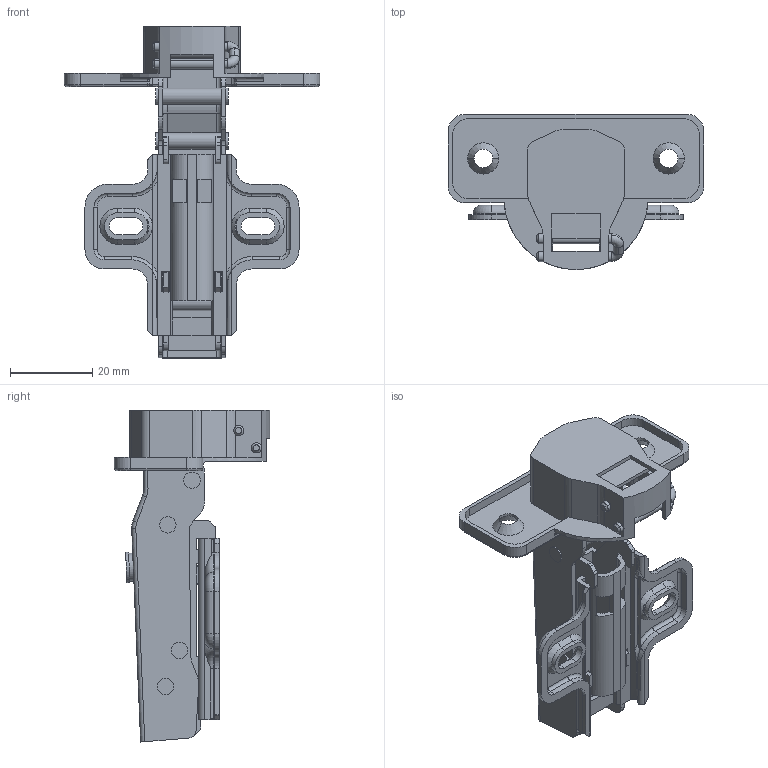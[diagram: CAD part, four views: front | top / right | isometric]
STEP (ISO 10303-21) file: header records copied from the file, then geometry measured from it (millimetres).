
FILE_DESCRIPTION (( 'STEP AP214' ), '1' );
FILE_NAME ('F000016-CLOSED_3D.step', '2022-06-06T12:49:13', ( '' ), ( '' ), 'SwSTEP 2.0', 'SolidWorks 2020', '' );
FILE_SCHEMA (( 'AUTOMOTIVE_DESIGN' ));
Length unit declared in the file: millimetre
Products named in the file (11): Excentr; Vidlice; F000001,F000006,F000007-CLOSE_3D_ZAVüENí; Raminko nalozeny NC70; Serizovaci sroub; Jezdec; F000016-CLOSED_3D; Miska; F000046_3D; 鋀p; Spoj raminka miska
Assembly tree (14 placements, depth 3):
  F000016-CLOSED_3D
    F000046_3D
    F000001,F000006,F000007-CLOSE_3D_ZAVüENí
      Raminko nalozeny NC70
      Spoj raminka miska
      Miska
      鋀p  x5
      Vidlice
      Jezdec
      Excentr
      Serizovaci sroub
Bounding box: 62 x 37.7 x 80.6 mm (x, y, z)
Volume: 12857.4 mm3; surface area: 23500.5 mm2
Topology: 13 solids, 13 shells, 710 faces, 1878 edges, 1185 vertices
Faces by surface type: plane 346, cylinder 239, bspline 60, torus 38, cone 24, sphere 3
Entity records: 23180 total; most frequent: CARTESIAN_POINT 5515, ORIENTED_EDGE 3700, DIRECTION 3493, EDGE_CURVE 1850, AXIS2_PLACEMENT_3D 1188, VERTEX_POINT 1169, VECTOR 1117, LINE 1117
